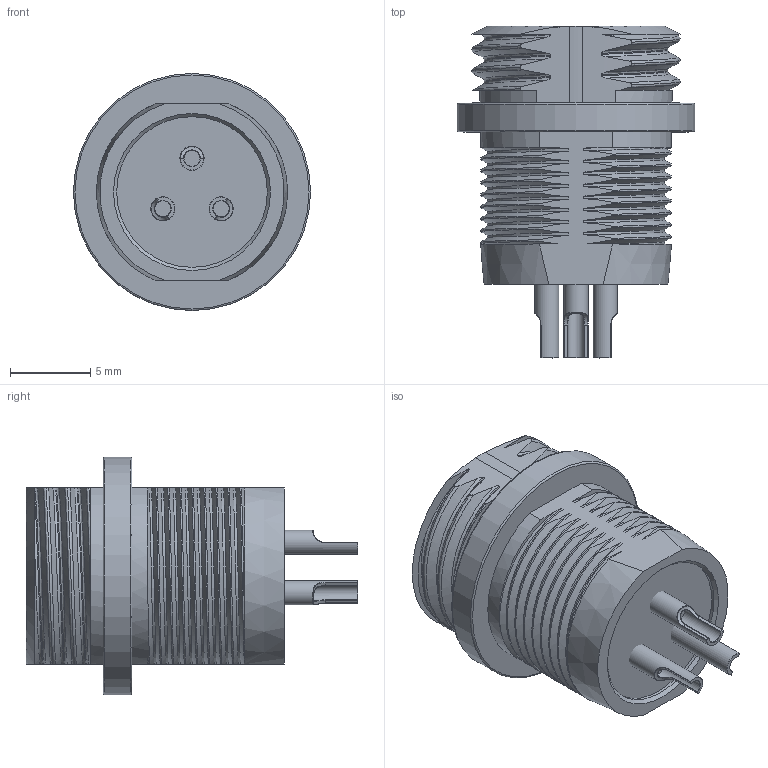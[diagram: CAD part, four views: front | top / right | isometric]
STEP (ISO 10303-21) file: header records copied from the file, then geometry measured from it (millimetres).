
FILE_DESCRIPTION(/* description */ (''),/* implementation_level */ '2;1');
FILE_NAME(/* name */ 'GX12-3P.step',/* time_stamp */ '2023-05-23T10:43:56+01:00',/* author */ (''),/* organization */ (''),/* preprocessor_version */ 'ST-DEVELOPER v19.2',/* originating_system */ 'Autodesk Translation Framework v12.4.0.73',/* authorisation */ '');
FILE_SCHEMA (('AUTOMOTIVE_DESIGN { 1 0 10303 214 3 1 1 }'));
Length unit declared in the file: millimetre
Products named in the file (1): GX12-3P
Bounding box: 14.8 x 20.7 x 14.8 mm (x, y, z)
Volume: 1176.6 mm3; surface area: 2059.9 mm2
Topology: 5 solids, 5 shells, 232 faces, 605 edges, 388 vertices
Faces by surface type: bspline 80, cylinder 79, plane 43, torus 13, sphere 12, cone 5
Full cylindrical faces by diameter (mm): 1 x3, 1.15 x3, 1.5 x3, 9.4 x2, 14.8 x1
Entity records: 17487 total; most frequent: CARTESIAN_POINT 12486, ORIENTED_EDGE 1210, DIRECTION 744, EDGE_CURVE 605, VERTEX_POINT 388, B_SPLINE_CURVE_WITH_KNOTS 294, AXIS2_PLACEMENT_3D 288, EDGE_LOOP 239
